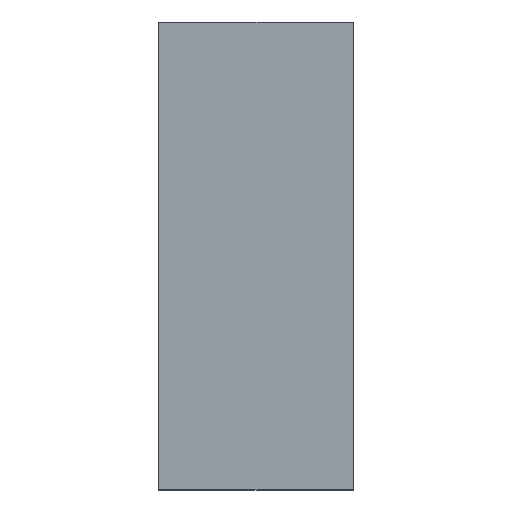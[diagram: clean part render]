
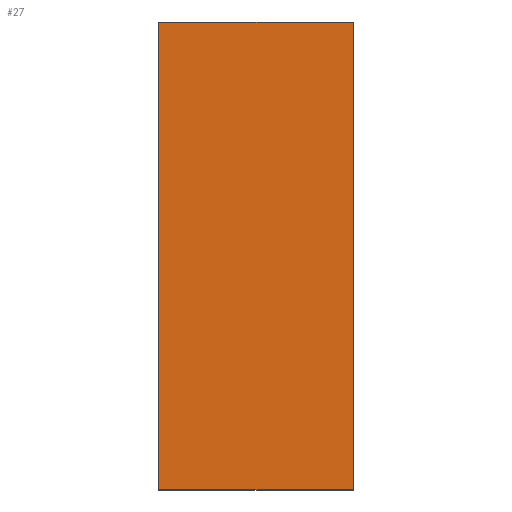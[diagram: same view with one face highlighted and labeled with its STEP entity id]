
A CAD part, left-side view. The second image highlights one B-rep face of the part: STEP entity #27.
In plain terms, the highlighted planar face has unit normal (-1, 0, 0).
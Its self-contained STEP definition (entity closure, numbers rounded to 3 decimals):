
#4 = EDGE_CURVE ( 'NONE', #5, #64, #650, .T. ) ;
#5 = VERTEX_POINT ( 'NONE', #646 ) ;
#27 = ADVANCED_FACE ( 'NONE', ( #512 ), #497, .F. ) ;
#51 = ORIENTED_EDGE ( 'NONE', *, *, #52, .F. ) ;
#52 = EDGE_CURVE ( 'NONE', #53, #5, #167, .T. ) ;
#53 = VERTEX_POINT ( 'NONE', #172 ) ;
#54 = ORIENTED_EDGE ( 'NONE', *, *, #55, .T. ) ;
#55 = EDGE_CURVE ( 'NONE', #53, #63, #170, .T. ) ;
#60 = EDGE_LOOP ( 'NONE', ( #61, #65, #51, #54 ) ) ;
#61 = ORIENTED_EDGE ( 'NONE', *, *, #62, .T. ) ;
#62 = EDGE_CURVE ( 'NONE', #63, #64, #100, .T. ) ;
#63 = VERTEX_POINT ( 'NONE', #96 ) ;
#64 = VERTEX_POINT ( 'NONE', #186 ) ;
#65 = ORIENTED_EDGE ( 'NONE', *, *, #4, .F. ) ;
#96 = CARTESIAN_POINT ( 'NONE',  ( -1., 0., -0.6 ) ) ;
#97 = DIRECTION ( 'NONE',  ( 0., 0., 1. ) ) ;
#98 = VECTOR ( 'NONE', #97, 1000. ) ;
#99 = CARTESIAN_POINT ( 'NONE',  ( -1., 0., 0.6 ) ) ;
#100 = LINE ( 'NONE', #99, #98 ) ;
#154 = VECTOR ( 'NONE', #173, 1000. ) ;
#155 = CARTESIAN_POINT ( 'NONE',  ( -1., 0.5, 0.6 ) ) ;
#165 = DIRECTION ( 'NONE',  ( 0., -1., 0. ) ) ;
#167 = LINE ( 'NONE', #155, #154 ) ;
#168 = VECTOR ( 'NONE', #165, 1000. ) ;
#169 = CARTESIAN_POINT ( 'NONE',  ( -1., 0.5, -0.6 ) ) ;
#170 = LINE ( 'NONE', #169, #168 ) ;
#172 = CARTESIAN_POINT ( 'NONE',  ( -1., 0.5, -0.6 ) ) ;
#173 = DIRECTION ( 'NONE',  ( 0., 0., 1. ) ) ;
#186 = CARTESIAN_POINT ( 'NONE',  ( -1., 0., 0.6 ) ) ;
#493 = DIRECTION ( 'NONE',  ( 0., 0., -1. ) ) ;
#494 = DIRECTION ( 'NONE',  ( 1., 0., 0. ) ) ;
#495 = CARTESIAN_POINT ( 'NONE',  ( -1., 0.5, 0.6 ) ) ;
#496 = AXIS2_PLACEMENT_3D ( 'NONE', #495, #494, #493 ) ;
#497 = PLANE ( 'NONE',  #496 ) ;
#512 = FACE_OUTER_BOUND ( 'NONE', #60, .T. ) ;
#646 = CARTESIAN_POINT ( 'NONE',  ( -1., 0.5, 0.6 ) ) ;
#647 = DIRECTION ( 'NONE',  ( 0., -1., 0. ) ) ;
#648 = VECTOR ( 'NONE', #647, 1000. ) ;
#649 = CARTESIAN_POINT ( 'NONE',  ( -1., 0.5, 0.6 ) ) ;
#650 = LINE ( 'NONE', #649, #648 ) ;
